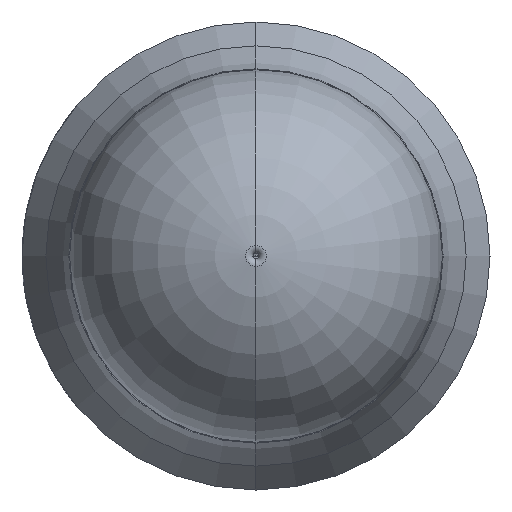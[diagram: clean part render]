
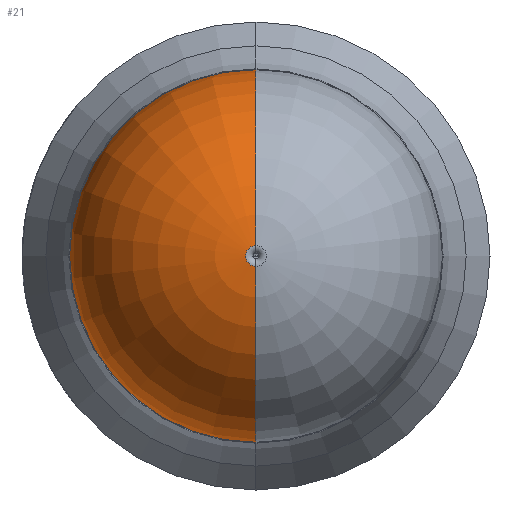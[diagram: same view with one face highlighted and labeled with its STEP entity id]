
A CAD part, left-side view. The second image highlights one B-rep face of the part: STEP entity #21.
In plain terms, the highlighted toroidal (fillet/blend) face has major radius 0.014 mm and minor radius 7.979 mm.
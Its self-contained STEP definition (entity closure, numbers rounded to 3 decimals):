
#21 = ADVANCED_FACE ( 'NONE', ( #3005 ), #2590, .T. ) ;
#231 = CARTESIAN_POINT ( 'NONE',  ( 8.283, 0., 0. ) ) ;
#253 = DIRECTION ( 'NONE',  ( -1., 0., 0. ) ) ;
#264 = DIRECTION ( 'NONE',  ( 0., 1., 0. ) ) ;
#299 = AXIS2_PLACEMENT_3D ( 'NONE', #231, #2729, #2487 ) ;
#370 = CARTESIAN_POINT ( 'NONE',  ( 8.239, 0., 7.964 ) ) ;
#428 = DIRECTION ( 'NONE',  ( 0., 0., 1. ) ) ;
#539 = CARTESIAN_POINT ( 'NONE',  ( 8.283, 0., -0.014 ) ) ;
#591 = DIRECTION ( 'NONE',  ( 0., -1., 0. ) ) ;
#605 = EDGE_CURVE ( 'NONE', #2495, #1144, #2393, .T. ) ;
#921 = AXIS2_PLACEMENT_3D ( 'NONE', #2552, #264, #1272 ) ;
#1066 = DIRECTION ( 'NONE',  ( 0., 0., -1. ) ) ;
#1082 = AXIS2_PLACEMENT_3D ( 'NONE', #2416, #1935, #428 ) ;
#1144 = VERTEX_POINT ( 'NONE', #2737 ) ;
#1236 = CIRCLE ( 'NONE', #1082, 0.446 ) ;
#1269 = AXIS2_PLACEMENT_3D ( 'NONE', #2817, #253, #1486 ) ;
#1272 = DIRECTION ( 'NONE',  ( 0., 0., 1. ) ) ;
#1280 = VERTEX_POINT ( 'NONE', #2522 ) ;
#1459 = VERTEX_POINT ( 'NONE', #2920 ) ;
#1486 = DIRECTION ( 'NONE',  ( 0., 0., 1. ) ) ;
#1497 = AXIS2_PLACEMENT_3D ( 'NONE', #539, #591, #1066 ) ;
#1511 = ORIENTED_EDGE ( 'NONE', *, *, #2446, .F. ) ;
#1559 = EDGE_LOOP ( 'NONE', ( #3226, #2229, #2149, #1511 ) ) ;
#1703 = EDGE_CURVE ( 'NONE', #1144, #1280, #1970, .T. ) ;
#1935 = DIRECTION ( 'NONE',  ( -1., 0., 0. ) ) ;
#1970 = CIRCLE ( 'NONE', #921, 7.979 ) ;
#2149 = ORIENTED_EDGE ( 'NONE', *, *, #2338, .F. ) ;
#2229 = ORIENTED_EDGE ( 'NONE', *, *, #1703, .T. ) ;
#2338 = EDGE_CURVE ( 'NONE', #1459, #1280, #1236, .T. ) ;
#2393 = CIRCLE ( 'NONE', #1269, 7.964 ) ;
#2416 = CARTESIAN_POINT ( 'NONE',  ( 0.317, 0., 0. ) ) ;
#2446 = EDGE_CURVE ( 'NONE', #2495, #1459, #2527, .T. ) ;
#2487 = DIRECTION ( 'NONE',  ( 0., 0., 1. ) ) ;
#2495 = VERTEX_POINT ( 'NONE', #370 ) ;
#2522 = CARTESIAN_POINT ( 'NONE',  ( 0.317, 0., -0.446 ) ) ;
#2527 = CIRCLE ( 'NONE', #1497, 7.979 ) ;
#2552 = CARTESIAN_POINT ( 'NONE',  ( 8.283, 0., 0.014 ) ) ;
#2590 = TOROIDAL_SURFACE ( 'NONE', #299, -0.014, 7.979 ) ;
#2729 = DIRECTION ( 'NONE',  ( -1., 0., 0. ) ) ;
#2737 = CARTESIAN_POINT ( 'NONE',  ( 8.239, 0., -7.964 ) ) ;
#2817 = CARTESIAN_POINT ( 'NONE',  ( 8.239, 0., 0. ) ) ;
#2920 = CARTESIAN_POINT ( 'NONE',  ( 0.317, 0., 0.446 ) ) ;
#3005 = FACE_OUTER_BOUND ( 'NONE', #1559, .T. ) ;
#3226 = ORIENTED_EDGE ( 'NONE', *, *, #605, .T. ) ;
